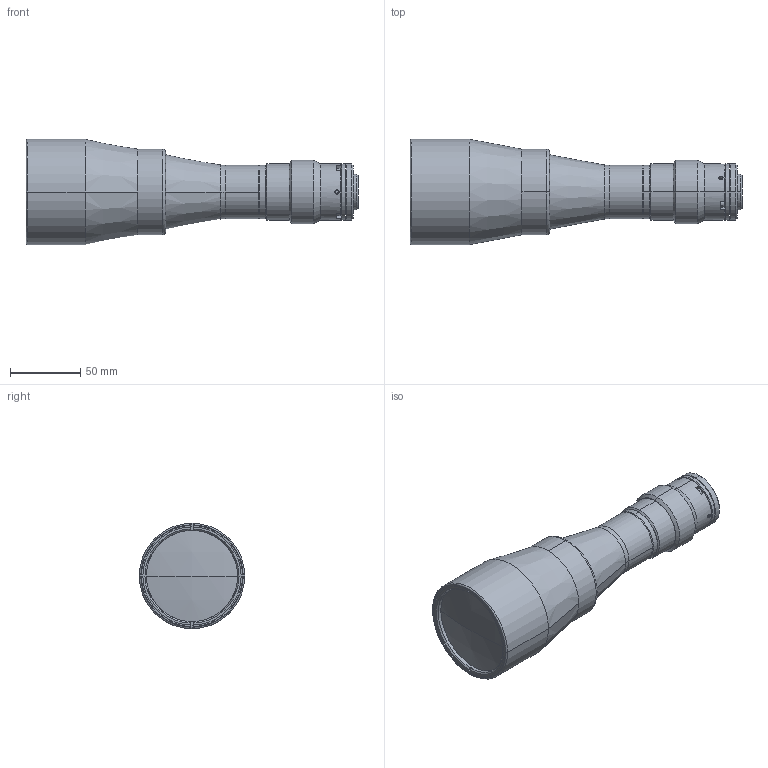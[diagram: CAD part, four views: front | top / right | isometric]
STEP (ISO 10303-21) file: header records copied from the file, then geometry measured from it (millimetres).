
FILE_DESCRIPTION (( 'STEP AP203' ), '1' );
FILE_NAME ('DP71393_TC2MHR048-C.step', '2021-10-01T13:54:14', ( '' ), ( '' ), 'SwSTEP 2.0', 'SolidWorks 2021', '' );
FILE_SCHEMA (( 'CONFIG_CONTROL_DESIGN' ));
Length unit declared in the file: millimetre
Products named in the file (1): DP71393_TC2MHR048-C
Bounding box: 236.31 x 75 x 75 mm (x, y, z)
Surface area: 57588.7 mm2 (no closed solid volume)
Topology: 0 solids, 16 shells, 136 faces, 370 edges, 250 vertices
Faces by surface type: plane 52, cylinder 40, cone 30, torus 12, sphere 2
Entity records: 4547 total; most frequent: CARTESIAN_POINT 955, DIRECTION 807, ORIENTED_EDGE 618, EDGE_CURVE 370, AXIS2_PLACEMENT_3D 324, VERTEX_POINT 250, CIRCLE 187, EDGE_LOOP 163
